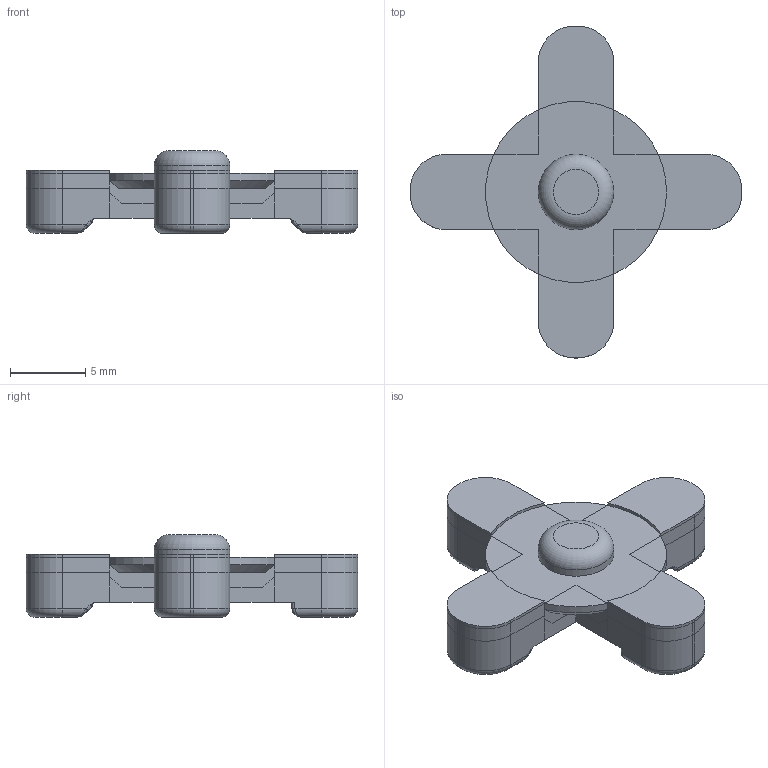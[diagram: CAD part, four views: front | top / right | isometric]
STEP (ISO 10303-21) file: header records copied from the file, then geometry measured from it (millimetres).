
FILE_DESCRIPTION(('FreeCAD Model'),'2;1');
FILE_NAME('Steuerkreuz.step', '2021-03-08T09:06:27',('Author'),(''), 'Open CASCADE STEP processor 7.3','FreeCAD','Unknown');
FILE_SCHEMA(('AUTOMOTIVE_DESIGN { 1 0 10303 214 1 1 1 1 }'));
Length unit declared in the file: millimetre
Products named in the file (1): Chamfer010
Bounding box: 22 x 22 x 5.5 mm (x, y, z)
Volume: 685.7 mm3; surface area: 719 mm2
Topology: 1 solids, 1 shells, 172 faces, 412 edges, 235 vertices
Faces by surface type: plane 71, cylinder 53, bspline 26, torus 14, cone 8
Full cylindrical faces by diameter (mm): 5 x1
Entity records: 17973 total; most frequent: CARTESIAN_POINT 10352, DIRECTION 1300, ORIENTED_EDGE 808, PCURVE 808, DEFINITIONAL_REPRESENTATION 808, LINE 722, VECTOR 722, EDGE_CURVE 404
